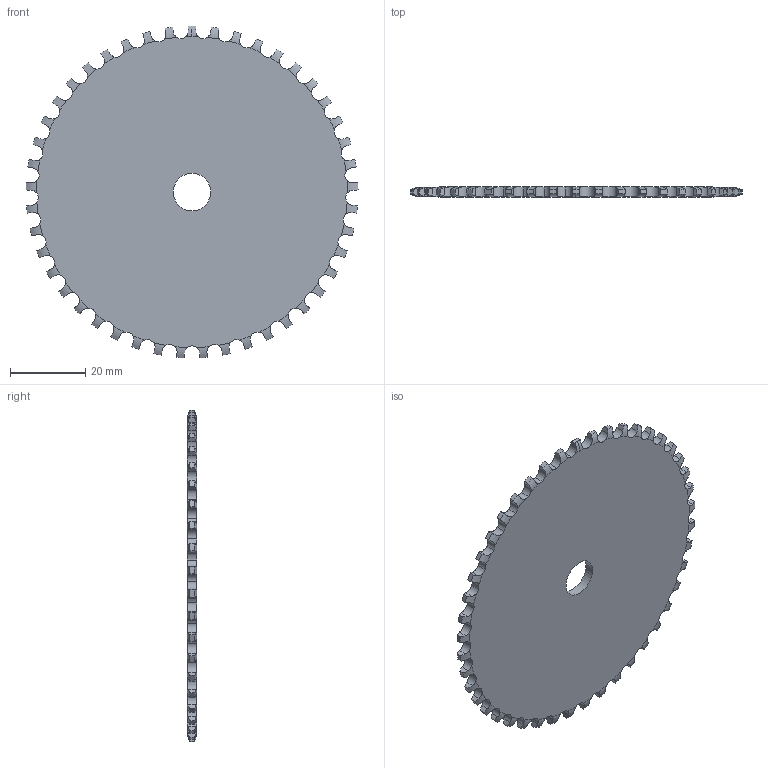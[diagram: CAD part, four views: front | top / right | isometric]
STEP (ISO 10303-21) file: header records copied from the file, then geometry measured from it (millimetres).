
FILE_DESCRIPTION(('FreeCAD Model'),'2;1');
FILE_NAME('Open CASCADE Shape Model','2022-01-09T09:00:25',('FreeCAD'),( 'FreeCAD'),'Open CASCADE STEP processor 7.4','FreeCAD','Unknown');
FILE_SCHEMA(('AUTOMOTIVE_DESIGN { 1 0 10303 214 1 1 1 1 }'));
Length unit declared in the file: millimetre
Products named in the file (1): Open CASCADE STEP translator 7.4 38
Bounding box: 88.49 x 2.6 x 88.45 mm (x, y, z)
Volume: 14347.1 mm3; surface area: 12230.2 mm2
Topology: 1 solids, 1 shells, 320 faces, 1044 edges, 726 vertices
Faces by surface type: cylinder 226, revolution 92, plane 2
Full cylindrical faces by diameter (mm): 10 x1
Entity records: 38169 total; most frequent: CARTESIAN_POINT 19409, DIRECTION 3061, ORIENTED_EDGE 2088, PCURVE 2088, DEFINITIONAL_REPRESENTATION 2088, LINE 1230, VECTOR 1230, B_SPLINE_CURVE_WITH_KNOTS 1080
